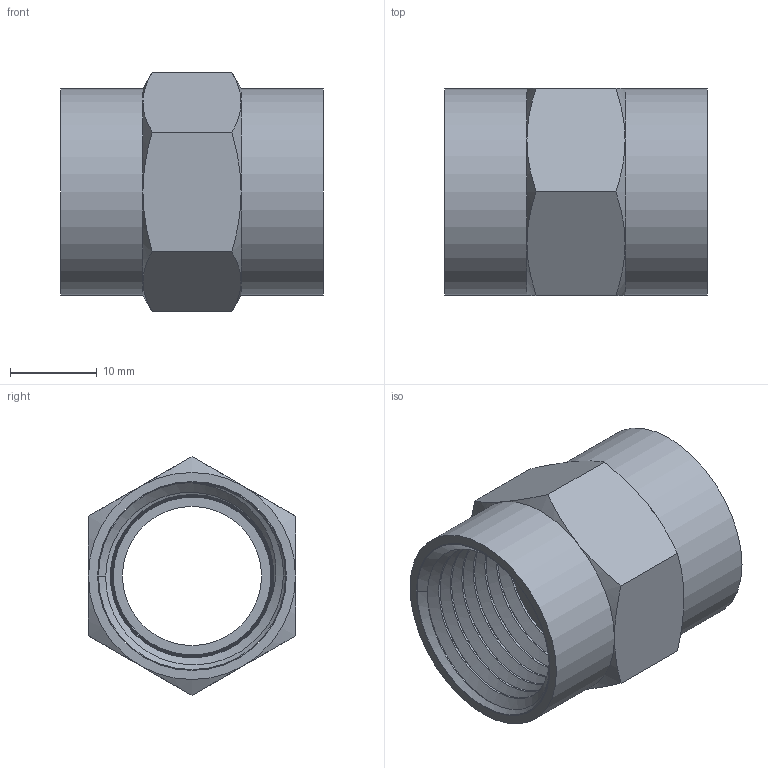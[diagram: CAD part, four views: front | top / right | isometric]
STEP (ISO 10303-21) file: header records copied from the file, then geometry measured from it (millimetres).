
FILE_DESCRIPTION(/* description */ (''),/* implementation_level */ '2;1');
FILE_NAME(/* name */ '103-N4.stp',/* time_stamp */ '2024-01-23T09:50:59-05:00',/* author */ ('esanner'),/* organization */ (''),/* preprocessor_version */ 'ST-DEVELOPER v19',/* originating_system */ 'AutoCAD Mechanical',/* authorisation */ '');
FILE_SCHEMA (('AUTOMOTIVE_DESIGN { 1 0 10303 214 3 1 1 }'));
Length unit declared in the file: millimetre
Products named in the file (2): Product; 103-N4
Assembly tree (1 placements, depth 2):
  Product
    103-N4
Bounding box: 30.18 x 23.81 x 27.5 mm (x, y, z)
Volume: 4994.9 mm3; surface area: 9930.9 mm2
Topology: 2 solids, 2 shells, 74 faces, 192 edges, 124 vertices
Faces by surface type: cone 50, plane 12, cylinder 6, bspline 6
Full cylindrical faces by diameter (mm): 21.7 x1, 21.72 x1, 23.812 x2
Entity records: 12420 total; most frequent: CARTESIAN_POINT 10803, ORIENTED_EDGE 384, DIRECTION 250, EDGE_CURVE 192, VERTEX_POINT 124, AXIS2_PLACEMENT_3D 101, B_SPLINE_CURVE_WITH_KNOTS 90, EDGE_LOOP 80
